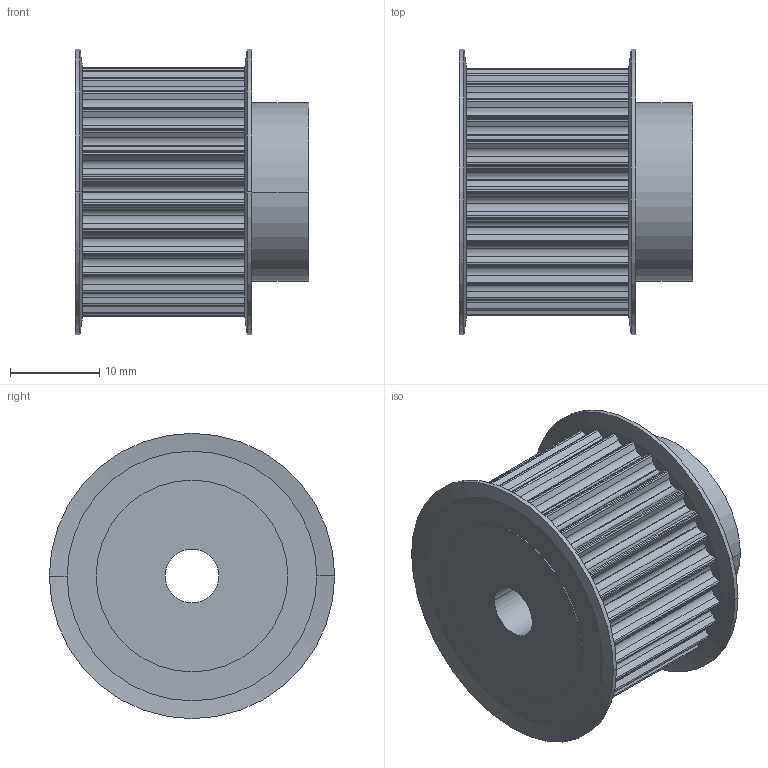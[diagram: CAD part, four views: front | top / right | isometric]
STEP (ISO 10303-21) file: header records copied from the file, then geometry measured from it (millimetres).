
FILE_DESCRIPTION( ( '' ), '1' );
FILE_NAME( '17033000.stp', '2021-10-19T10:00:07', ( '' ), ( '' ), ' ', ' ', ' ' );
FILE_SCHEMA( ( 'CONFIG_CONTROL_DESIGN' ) );
Length unit declared in the file: millimetre
Products named in the file (1): 1
Bounding box: 26.13 x 32 x 32 mm (x, y, z)
Volume: 12181 mm3; surface area: 5263.8 mm2
Topology: 1 solids, 1 shells, 267 faces, 772 edges, 512 vertices
Faces by surface type: cylinder 162, plane 97, cone 8
Entity records: 8962 total; most frequent: DIRECTION 1640, CARTESIAN_POINT 1552, ORIENTED_EDGE 1544, EDGE_CURVE 772, AXIS2_PLACEMENT_3D 600, VERTEX_POINT 512, LINE 440, VECTOR 440
